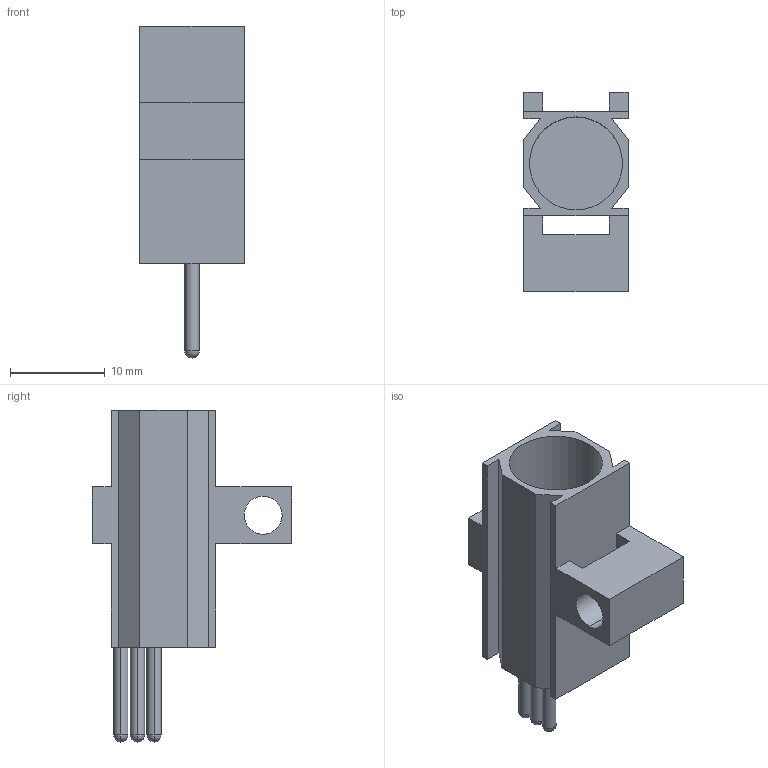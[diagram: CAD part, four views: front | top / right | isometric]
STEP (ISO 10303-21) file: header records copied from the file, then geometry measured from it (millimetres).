
FILE_DESCRIPTION((''),'2;1');
FILE_NAME('F45_D003828A','2006-01-03T',('Pepperl+Fuchs'),('Industriehansa'),'PRO/ENGINEER BY PARAMETRIC TECHNOLOGY CORPORATION, 2005290','PRO/ENGINEER BY PARAMETRIC TECHNOLOGY CORPORATION, 2005290','');
FILE_SCHEMA(('AUTOMOTIVE_DESIGN_CC2 { 1 2 10303 214 -1 1 5 2 }'));
Length unit declared in the file: millimetre
Products named in the file (1): F45_D003828A
Bounding box: 11 x 21 x 35 mm (x, y, z)
Volume: 1491.2 mm3; surface area: 2937.7 mm2
Topology: 1 solids, 1 shells, 49 faces, 147 edges, 105 vertices
Faces by surface type: plane 33, cylinder 10, sphere 6
Entity records: 2234 total; most frequent: CARTESIAN_POINT 278, DIRECTION 267, ORIENTED_EDGE 264, PRESENTATION_STYLE_ASSIGNMENT 155, STYLED_ITEM 143, CURVE_STYLE 142, EDGE_CURVE 132, VECTOR 115
